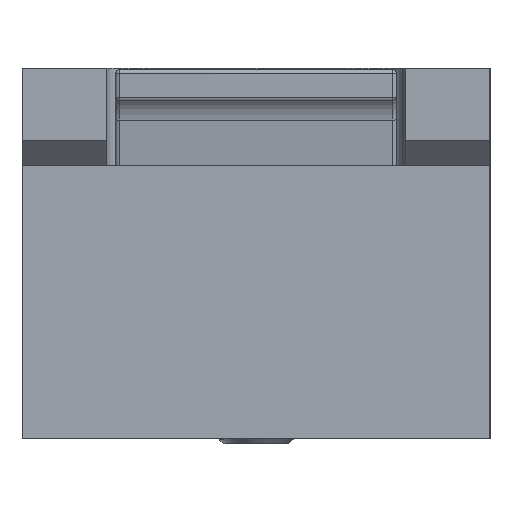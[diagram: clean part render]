
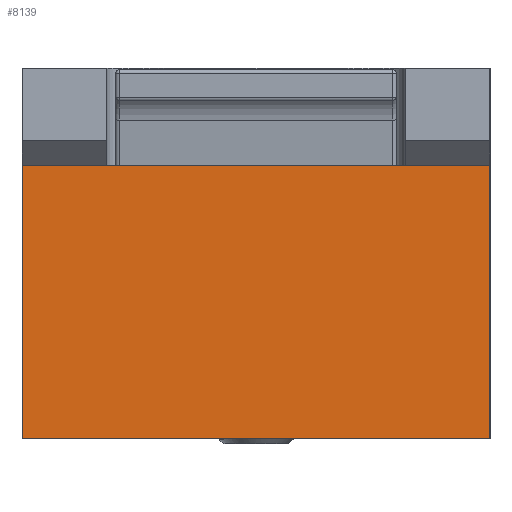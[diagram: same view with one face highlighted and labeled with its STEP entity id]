
A CAD part, left-side view. The second image highlights one B-rep face of the part: STEP entity #8139.
In plain terms, the highlighted planar face has unit normal (-1, 0, 0).
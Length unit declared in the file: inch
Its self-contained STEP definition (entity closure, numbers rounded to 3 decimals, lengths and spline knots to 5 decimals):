
#465 = DIRECTION ( 'NONE',  ( 0., 0., -1. ) ) ;
#520 = VECTOR ( 'NONE', #3971, 39.37008 ) ;
#547 = EDGE_CURVE ( 'NONE', #7589, #3579, #6524, .T. ) ;
#561 = LINE ( 'NONE', #7365, #520 ) ;
#643 = ORIENTED_EDGE ( 'NONE', *, *, #547, .T. ) ;
#655 = CARTESIAN_POINT ( 'NONE',  ( 0., 0.625, 0. ) ) ;
#869 = EDGE_LOOP ( 'NONE', ( #643, #1534, #7783, #7710 ) ) ;
#883 = CARTESIAN_POINT ( 'NONE',  ( 0., 0.625, 0. ) ) ;
#1092 = EDGE_CURVE ( 'NONE', #7589, #7553, #8945, .T. ) ;
#1178 = DIRECTION ( 'NONE',  ( 0., -1., 0. ) ) ;
#1312 = EDGE_CURVE ( 'NONE', #2723, #7553, #8627, .T. ) ;
#1534 = ORIENTED_EDGE ( 'NONE', *, *, #5796, .T. ) ;
#2544 = FACE_OUTER_BOUND ( 'NONE', #869, .T. ) ;
#2723 = VERTEX_POINT ( 'NONE', #883 ) ;
#3579 = VERTEX_POINT ( 'NONE', #9332 ) ;
#3971 = DIRECTION ( 'NONE',  ( 0., 0., -1. ) ) ;
#4074 = CARTESIAN_POINT ( 'NONE',  ( 0., 0.625, 0.99 ) ) ;
#4964 = PLANE ( 'NONE',  #9355 ) ;
#5786 = DIRECTION ( 'NONE',  ( 1., 0., 0. ) ) ;
#5796 = EDGE_CURVE ( 'NONE', #3579, #2723, #561, .T. ) ;
#6198 = DIRECTION ( 'NONE',  ( 0., 0., -1. ) ) ;
#6446 = CARTESIAN_POINT ( 'NONE',  ( 0., -0.625, 0. ) ) ;
#6524 = LINE ( 'NONE', #9792, #10755 ) ;
#7365 = CARTESIAN_POINT ( 'NONE',  ( 0., 0.625, 0.99 ) ) ;
#7553 = VERTEX_POINT ( 'NONE', #6446 ) ;
#7589 = VERTEX_POINT ( 'NONE', #9831 ) ;
#7710 = ORIENTED_EDGE ( 'NONE', *, *, #1092, .F. ) ;
#7783 = ORIENTED_EDGE ( 'NONE', *, *, #1312, .T. ) ;
#8139 = ADVANCED_FACE ( 'NONE', ( #2544 ), #4964, .F. ) ;
#8543 = DIRECTION ( 'NONE',  ( 0., 1., 0. ) ) ;
#8595 = VECTOR ( 'NONE', #1178, 39.37008 ) ;
#8627 = LINE ( 'NONE', #655, #8595 ) ;
#8945 = LINE ( 'NONE', #10465, #9023 ) ;
#9023 = VECTOR ( 'NONE', #6198, 39.37008 ) ;
#9332 = CARTESIAN_POINT ( 'NONE',  ( 0., 0.625, 0.73 ) ) ;
#9355 = AXIS2_PLACEMENT_3D ( 'NONE', #4074, #5786, #465 ) ;
#9792 = CARTESIAN_POINT ( 'NONE',  ( 0., -0.625, 0.73 ) ) ;
#9831 = CARTESIAN_POINT ( 'NONE',  ( 0., -0.625, 0.73 ) ) ;
#10465 = CARTESIAN_POINT ( 'NONE',  ( 0., -0.625, 0.99 ) ) ;
#10755 = VECTOR ( 'NONE', #8543, 39.37008 ) ;
